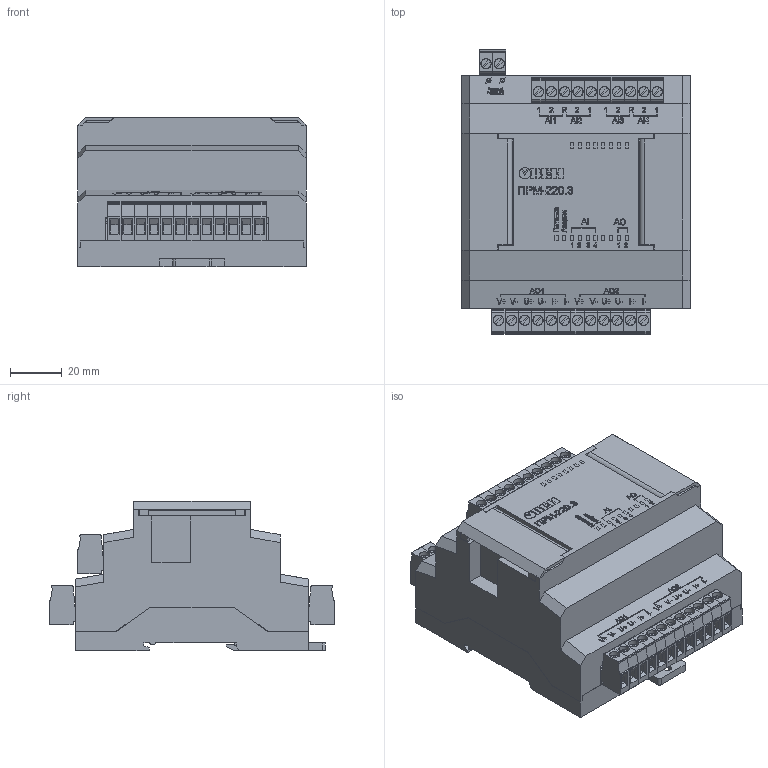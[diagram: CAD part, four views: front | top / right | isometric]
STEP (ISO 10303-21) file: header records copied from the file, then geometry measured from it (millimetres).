
FILE_DESCRIPTION (( 'STEP AP214' ), '1' );
FILE_NAME ('3D Ìîäåëü ÏÐÌ-220.3.STEP', '2019-03-14T12:08:08', ( '' ), ( '' ), 'SwSTEP 2.0', 'SolidWorks 2015', '' );
FILE_SCHEMA (( 'AUTOMOTIVE_DESIGN' ));
Length unit declared in the file: millimetre
Products named in the file (9): Êîðïóñ ÏÐÌ-220.3_âåðõ; 抔樦憵 2edgk-5,08-1p; Êîðïóñ ÏÐ-Ì; 抔樦憵 2-5,08; Ðàçúåì øòåêåðíûé 2-5.08; 3D Ìîäåëü ÏÐÌ-220.3; Êðûøêà; Ðàçúåì øòåêåðíûé íà ïëàòó 5.08; 婰膲僗闉 玿200
Assembly tree (33 placements, depth 3):
  3D Ìîäåëü ÏÐÌ-220.3
    Êîðïóñ ÏÐÌ-220.3_âåðõ
    Êîðïóñ ÏÐ-Ì
    Êðûøêà  x2
    婰膲僗闉 玿200
    Ðàçúåì øòåêåðíûé 2-5.08  x12
      Ðàçúåì øòåêåðíûé íà ïëàòó 5.08
    抔樦憵 2-5,08  x12
      抔樦憵 2edgk-5,08-1p
Bounding box: 88 x 109.7 x 57.52 mm (x, y, z)
Volume: 152104.7 mm3; surface area: 101796.6 mm2
Topology: 54 solids, 54 shells, 4378 faces, 11330 edges, 7454 vertices
Faces by surface type: plane 3444, bspline 568, cylinder 342, cone 24
Full cylindrical faces by diameter (mm): 1.4 x24, 2.8 x48, 3.8 x24, 4 x24
Entity records: 106581 total; most frequent: CARTESIAN_POINT 36356, ORIENTED_EDGE 11648, DIRECTION 7973, EDGE_CURVE 5824, LINE 4521, VECTOR 4521, VERTEX_POINT 3879, EDGE_LOOP 2399
